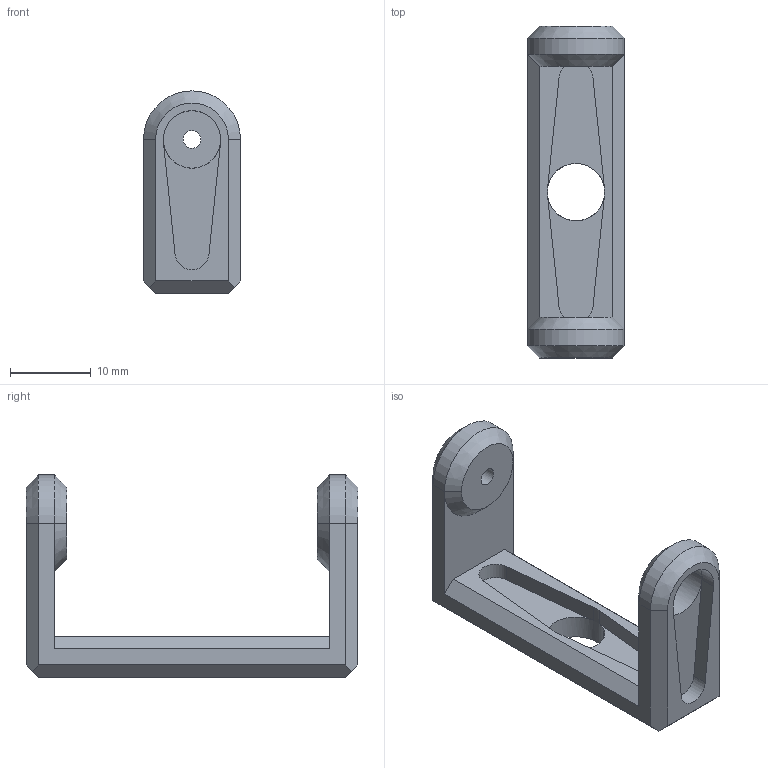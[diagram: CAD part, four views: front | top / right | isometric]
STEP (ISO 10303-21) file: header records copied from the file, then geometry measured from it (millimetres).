
FILE_DESCRIPTION(('FreeCAD Model'),'2;1');
FILE_NAME('head_u_bracket.step','2020-02-02T18:29:06',('Author') ,(''),'Open CASCADE STEP processor 7.3','FreeCAD','Unknown');
FILE_SCHEMA(('AUTOMOTIVE_DESIGN { 1 0 10303 214 1 1 1 1 }'));
Length unit declared in the file: millimetre
Products named in the file (1): head_u_bracket
Bounding box: 12 x 41 x 25 mm (x, y, z)
Volume: 3151.2 mm3; surface area: 2688.8 mm2
Topology: 1 solids, 1 shells, 50 faces, 127 edges, 80 vertices
Faces by surface type: plane 30, cylinder 14, cone 6
Entity records: 3166 total; most frequent: CARTESIAN_POINT 584, DIRECTION 482, LINE 270, VECTOR 270, ORIENTED_EDGE 254, PCURVE 254, DEFINITIONAL_REPRESENTATION 254, EDGE_CURVE 127
